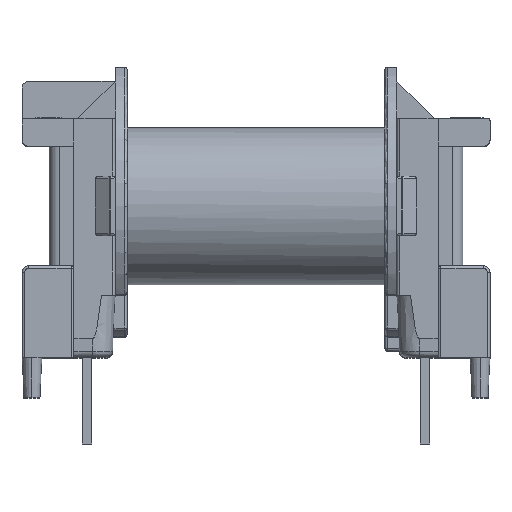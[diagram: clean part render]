
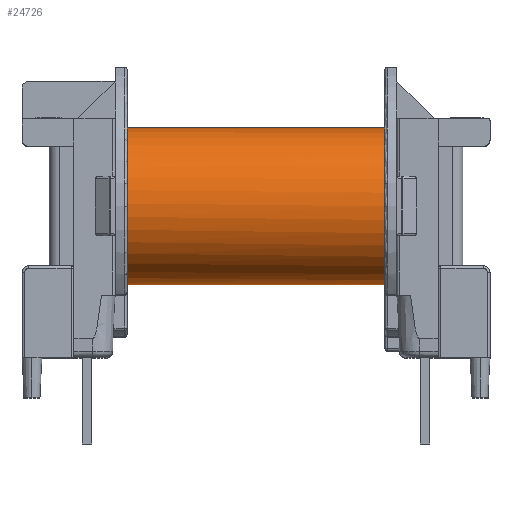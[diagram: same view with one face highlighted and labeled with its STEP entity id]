
A CAD part, top view. The second image highlights one B-rep face of the part: STEP entity #24726.
In plain terms, the highlighted cylindrical face has radius 5.9 mm (diameter 11.8 mm), a partial arc.
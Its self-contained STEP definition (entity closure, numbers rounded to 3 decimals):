
#22=DIRECTION('',(-1.,0.,0.));
#23=VECTOR('',#22,19.492);
#24=CARTESIAN_POINT('',(9.7,-5.9,0.));
#25=LINE('',#24,#23);
#26=DIRECTION('',(1.,0.,0.));
#27=VECTOR('',#26,19.4);
#28=CARTESIAN_POINT('',(-9.7,5.9,0.));
#29=LINE('',#28,#27);
#35=CARTESIAN_POINT('',(-9.7,0.,0.));
#36=DIRECTION('',(1.,0.,0.));
#37=DIRECTION('',(0.,1.,0.));
#38=AXIS2_PLACEMENT_3D('',#35,#36,#37);
#74=CARTESIAN_POINT('',(-9.7,-5.732,1.398));
#75=CARTESIAN_POINT('',(-9.7,-5.757,1.297));
#76=CARTESIAN_POINT('',(-9.709,-5.803,1.083));
#77=CARTESIAN_POINT('',(-9.743,-5.86,0.719));
#78=CARTESIAN_POINT('',(-9.781,-5.894,0.335));
#79=CARTESIAN_POINT('',(-9.792,-5.9,0.109));
#80=CARTESIAN_POINT('',(-9.792,-5.9,0.));
#9417=CARTESIAN_POINT('',(9.7,0.,0.));
#9418=DIRECTION('',(-1.,0.,0.));
#9419=DIRECTION('',(0.,-1.,0.));
#9420=AXIS2_PLACEMENT_3D('',#9417,#9418,#9419);
#19196=CARTESIAN_POINT('',(9.7,-5.9,0.));
#19197=CARTESIAN_POINT('',(-9.792,-5.9,0.));
#19198=VERTEX_POINT('',#19196);
#19199=VERTEX_POINT('',#19197);
#19200=VERTEX_POINT('',#74);
#19201=CARTESIAN_POINT('',(-9.7,5.9,0.));
#19202=VERTEX_POINT('',#19201);
#19203=CARTESIAN_POINT('',(9.7,5.9,0.));
#19204=VERTEX_POINT('',#19203);
#24709=CARTESIAN_POINT('',(0.,0.,0.));
#24710=DIRECTION('',(1.,0.,0.));
#24711=DIRECTION('',(0.,1.,0.));
#24712=AXIS2_PLACEMENT_3D('',#24709,#24710,#24711);
#24713=CYLINDRICAL_SURFACE('',#24712,5.9);
#24715=ORIENTED_EDGE('',*,*,#24714,.T.);
#24717=ORIENTED_EDGE('',*,*,#24716,.F.);
#24719=ORIENTED_EDGE('',*,*,#24718,.F.);
#24721=ORIENTED_EDGE('',*,*,#24720,.T.);
#24723=ORIENTED_EDGE('',*,*,#24722,.F.);
#24724=EDGE_LOOP('',(#24715,#24717,#24719,#24721,#24723));
#24725=FACE_OUTER_BOUND('',#24724,.F.);
#39=CIRCLE('',#38,5.9);
#81=B_SPLINE_CURVE_WITH_KNOTS('',3,(#74,#75,#76,#77,#78,#79,#80),.UNSPECIFIED.,
.F.,.F.,(4,1,1,1,4),(0.,0.25,0.5,0.75,1.),.UNSPECIFIED.);
#9421=CIRCLE('',#9420,5.9);
#24714=EDGE_CURVE('',#19198,#19199,#25,.T.);
#24716=EDGE_CURVE('',#19200,#19199,#81,.T.);
#24718=EDGE_CURVE('',#19202,#19200,#39,.T.);
#24720=EDGE_CURVE('',#19202,#19204,#29,.T.);
#24722=EDGE_CURVE('',#19198,#19204,#9421,.T.);
#24726=ADVANCED_FACE('',(#24725),#24713,.T.);
